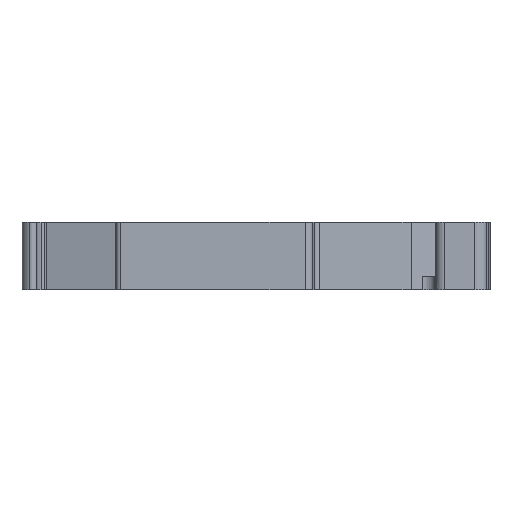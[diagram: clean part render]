
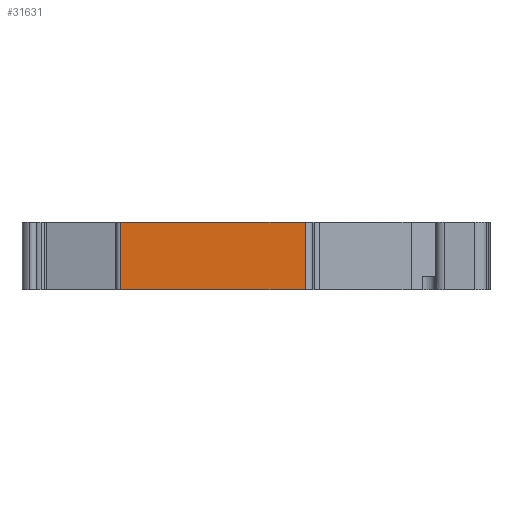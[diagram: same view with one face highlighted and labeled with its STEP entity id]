
A CAD part, left-side view. The second image highlights one B-rep face of the part: STEP entity #31631.
In plain terms, the highlighted planar face has unit normal (-1, 0, 0).
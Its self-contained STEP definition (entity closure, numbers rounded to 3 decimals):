
#744 = ORIENTED_EDGE ( 'NONE', *, *, #4910, .F. ) ;
#1337 = LINE ( 'NONE', #37165, #9712 ) ;
#1933 = VERTEX_POINT ( 'NONE', #4020 ) ;
#2205 = ORIENTED_EDGE ( 'NONE', *, *, #18442, .T. ) ;
#2795 = VERTEX_POINT ( 'NONE', #24449 ) ;
#3670 = PLANE ( 'NONE',  #36213 ) ;
#4020 = CARTESIAN_POINT ( 'NONE',  ( -39.187, -2.536, -3.5 ) ) ;
#4910 = EDGE_CURVE ( 'NONE', #21106, #5798, #11643, .T. ) ;
#5798 = VERTEX_POINT ( 'NONE', #37083 ) ;
#7821 = EDGE_CURVE ( 'NONE', #21106, #2795, #25602, .T. ) ;
#9712 = VECTOR ( 'NONE', #19114, 1000. ) ;
#11344 = DIRECTION ( 'NONE',  ( 0., -1., 0. ) ) ;
#11643 = LINE ( 'NONE', #22678, #12591 ) ;
#11923 = CARTESIAN_POINT ( 'NONE',  ( -39.187, -16.693, 1.7 ) ) ;
#12591 = VECTOR ( 'NONE', #13963, 1000. ) ;
#12860 = CARTESIAN_POINT ( 'NONE',  ( -39.187, -2.536, -3.5 ) ) ;
#13963 = DIRECTION ( 'NONE',  ( 0., 0., -1. ) ) ;
#18217 = ORIENTED_EDGE ( 'NONE', *, *, #7821, .T. ) ;
#18442 = EDGE_CURVE ( 'NONE', #2795, #1933, #1337, .T. ) ;
#18857 = FACE_OUTER_BOUND ( 'NONE', #23737, .T. ) ;
#19114 = DIRECTION ( 'NONE',  ( 0., 0., -1. ) ) ;
#21106 = VERTEX_POINT ( 'NONE', #11923 ) ;
#21558 = DIRECTION ( 'NONE',  ( -1., 0., 0. ) ) ;
#22678 = CARTESIAN_POINT ( 'NONE',  ( -39.187, -16.693, 6.3 ) ) ;
#23175 = CARTESIAN_POINT ( 'NONE',  ( -39.187, -2.536, -3.5 ) ) ;
#23737 = EDGE_LOOP ( 'NONE', ( #744, #18217, #2205, #34351 ) ) ;
#24449 = CARTESIAN_POINT ( 'NONE',  ( -39.187, -2.536, 1.7 ) ) ;
#25602 = LINE ( 'NONE', #31319, #35387 ) ;
#29481 = VECTOR ( 'NONE', #11344, 1000. ) ;
#31319 = CARTESIAN_POINT ( 'NONE',  ( -39.187, -2.536, 1.7 ) ) ;
#31631 = ADVANCED_FACE ( 'NONE', ( #18857 ), #3670, .T. ) ;
#32403 = EDGE_CURVE ( 'NONE', #1933, #5798, #37379, .T. ) ;
#33358 = DIRECTION ( 'NONE',  ( 0., -1., 0. ) ) ;
#34351 = ORIENTED_EDGE ( 'NONE', *, *, #32403, .T. ) ;
#35387 = VECTOR ( 'NONE', #37409, 1000. ) ;
#36213 = AXIS2_PLACEMENT_3D ( 'NONE', #12860, #21558, #33358 ) ;
#37083 = CARTESIAN_POINT ( 'NONE',  ( -39.187, -16.693, -3.5 ) ) ;
#37165 = CARTESIAN_POINT ( 'NONE',  ( -39.187, -2.536, -3.5 ) ) ;
#37379 = LINE ( 'NONE', #23175, #29481 ) ;
#37409 = DIRECTION ( 'NONE',  ( 0., 1., 0. ) ) ;
